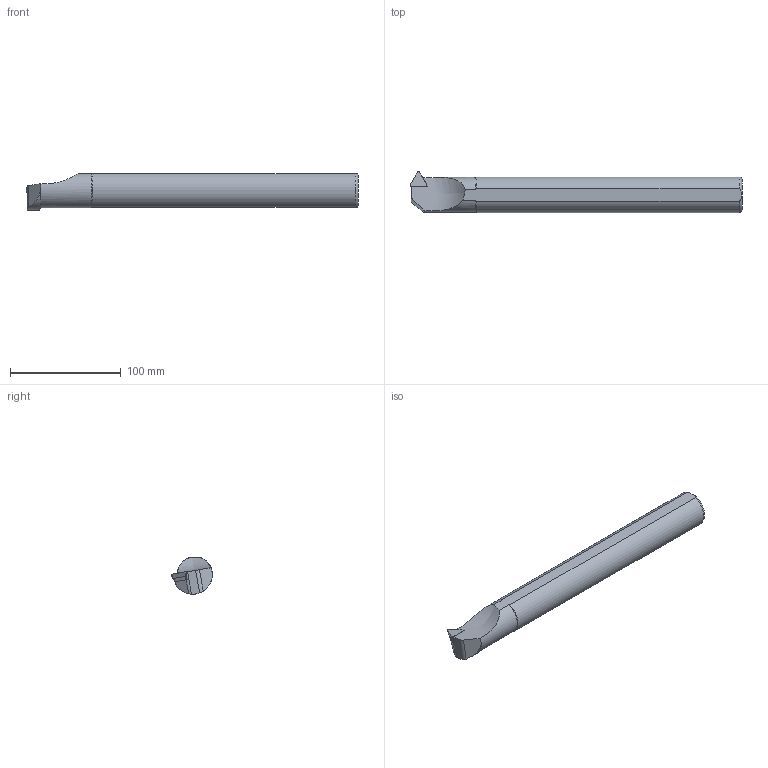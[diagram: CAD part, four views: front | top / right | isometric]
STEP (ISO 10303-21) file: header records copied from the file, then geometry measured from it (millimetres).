
FILE_DESCRIPTION(/* description */ (''),/* implementation_level */ '2;1');
FILE_NAME(/* name */ 'S32T-ST-CL-16.stp',/* time_stamp */ '2023-10-18T17:41:21+03:00',/* author */ (''),/* organization */ (''),/* preprocessor_version */ 'ST-DEVELOPER v19.4',/* originating_system */ 'SIEMENS PLM Software NX2306.3001',/* authorisation */ '');
FILE_SCHEMA (('AUTOMOTIVE_DESIGN { 1 0 10303 214 3 1 1 1 }'));
Length unit declared in the file: millimetre
Products named in the file (1): model1_objects
Bounding box: 299.41 x 37.21 x 32.75 mm (x, y, z)
Volume: 223655.2 mm3; surface area: 30990.3 mm2
Topology: 2 solids, 2 shells, 47 faces, 123 edges, 80 vertices
Faces by surface type: plane 24, cylinder 12, cone 7, bspline 3, torus 1
Entity records: 2536 total; most frequent: CARTESIAN_POINT 1341, ORIENTED_EDGE 242, DIRECTION 209, EDGE_CURVE 121, VERTEX_POINT 79, AXIS2_PLACEMENT_3D 78, LINE 53, VECTOR 53
